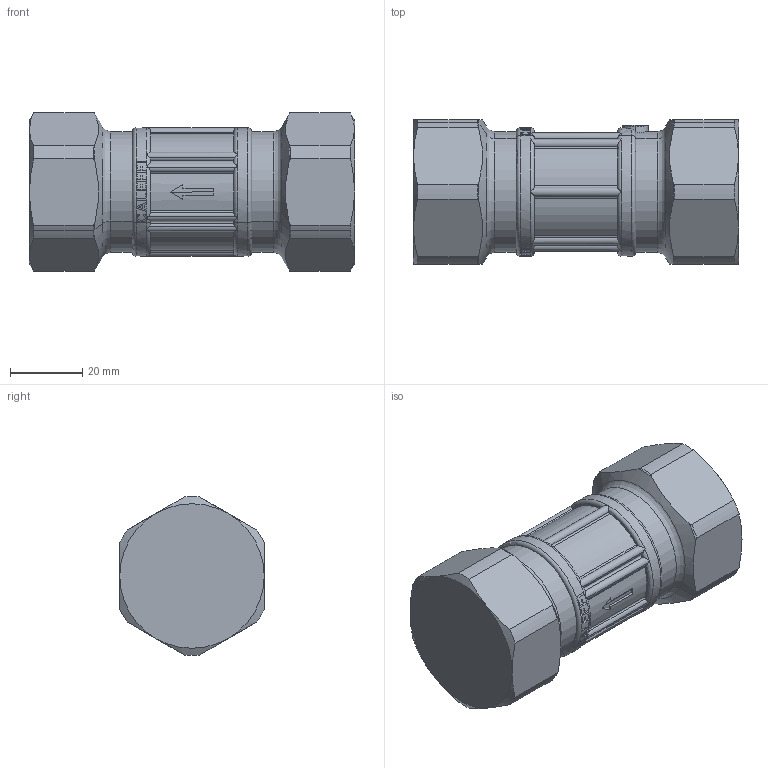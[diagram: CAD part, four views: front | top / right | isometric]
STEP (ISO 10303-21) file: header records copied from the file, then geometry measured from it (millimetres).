
FILE_DESCRIPTION(('CATIA V5 STEP Exchange'),'2;1');
FILE_NAME('STEP_304760_-_TST.stp','2019-09-03T12:00:15+00:00',('none'),('none'),'CATIA Version 5-6 Release 2016 SP4','CATIA V5 STEP AP203','none');
FILE_SCHEMA(('CONFIG_CONTROL_DESIGN'));
Length unit declared in the file: millimetre
Products named in the file (1): 304760 - TST
Bounding box: 90 x 40 x 43.98 mm (x, y, z)
Volume: 99180.6 mm3; surface area: 14649.4 mm2
Topology: 1 solids, 1 shells, 439 faces, 1165 edges, 734 vertices
Faces by surface type: plane 173, cylinder 111, extrusion 84, torus 51, cone 20
Entity records: 13843 total; most frequent: CARTESIAN_POINT 4544, ORIENTED_EDGE 2330, DIRECTION 1180, EDGE_CURVE 1165, VERTEX_POINT 734, AXIS2_PLACEMENT_3D 517, VECTOR 508, B_SPLINE_CURVE_WITH_KNOTS 465
